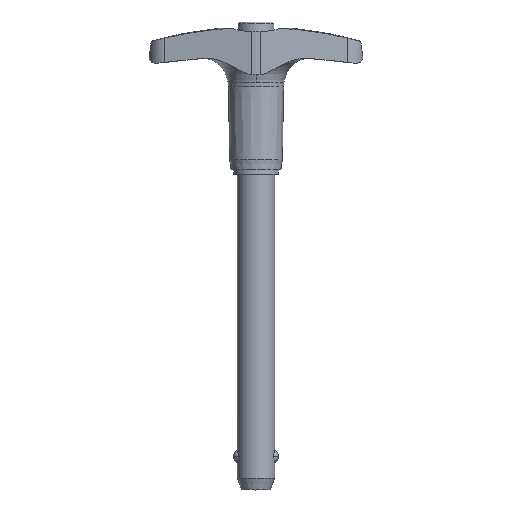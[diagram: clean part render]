
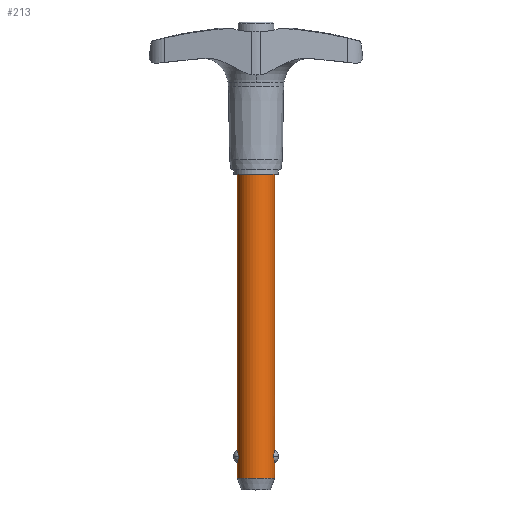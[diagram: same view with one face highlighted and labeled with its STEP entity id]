
A CAD part, top view. The second image highlights one B-rep face of the part: STEP entity #213.
In plain terms, the highlighted cylindrical face has radius 3.969 mm (diameter 7.938 mm), a partial arc.
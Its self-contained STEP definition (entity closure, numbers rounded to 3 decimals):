
#213=ADVANCED_FACE('',(#440),#441,.T.);
#440=FACE_OUTER_BOUND('',#679,.T.);
#441=CYLINDRICAL_SURFACE('',#680,3.969);
#679=EDGE_LOOP('',(#1285,#1286,#1287,#1288,#1289,#1290,#1291,#1292,#1293,#1294));
#680=AXIS2_PLACEMENT_3D('',#1295,#1296,#1297);
#1285=ORIENTED_EDGE('',*,*,#1671,.T.);
#1286=ORIENTED_EDGE('',*,*,#1649,.T.);
#1287=ORIENTED_EDGE('',*,*,#1688,.T.);
#1288=ORIENTED_EDGE('',*,*,#1676,.T.);
#1289=ORIENTED_EDGE('',*,*,#1604,.F.);
#1290=ORIENTED_EDGE('',*,*,#1675,.T.);
#1291=ORIENTED_EDGE('',*,*,#1711,.T.);
#1292=ORIENTED_EDGE('',*,*,#1634,.T.);
#1293=ORIENTED_EDGE('',*,*,#1673,.T.);
#1294=ORIENTED_EDGE('',*,*,#1691,.T.);
#1295=CARTESIAN_POINT('',(0.0,-33.401,0.0));
#1296=DIRECTION('',(-0.0,1.0,0.0));
#1297=DIRECTION('',(1.0,0.0,0.0));
#1604=EDGE_CURVE('',#1983,#1982,#1985,.T.);
#1634=EDGE_CURVE('',#2023,#2026,#2028,.T.);
#1649=EDGE_CURVE('',#2051,#2049,#2052,.T.);
#1671=EDGE_CURVE('',#2076,#2051,#2077,.T.);
#1673=EDGE_CURVE('',#2026,#2078,#2080,.T.);
#1675=EDGE_CURVE('',#1983,#2081,#2083,.T.);
#1676=EDGE_CURVE('',#2084,#1982,#2085,.T.);
#1688=EDGE_CURVE('',#2049,#2084,#2101,.T.);
#1691=EDGE_CURVE('',#2078,#2076,#2104,.T.);
#1711=EDGE_CURVE('',#2081,#2023,#2128,.T.);
#1982=VERTEX_POINT('',#3177);
#1983=VERTEX_POINT('',#3178);
#1985=CIRCLE('',#3180,3.969);
#2023=VERTEX_POINT('',#3368);
#2026=VERTEX_POINT('',#3371);
#2028=B_SPLINE_CURVE_WITH_KNOTS('',3,(#3386,#3387,#3388,#3389,#3390,#3391,#3392,#3393,#3394,#3395,#3396,#3397,#3398,#3399),.UNSPECIFIED.,.F.,.F.,(4,2,2,2,2,2,4),(0.0,0.455,0.91,1.128,1.345,1.715,2.084),.UNSPECIFIED.);
#2049=VERTEX_POINT('',#3477);
#2051=VERTEX_POINT('',#3479);
#2052=B_SPLINE_CURVE_WITH_KNOTS('',3,(#3480,#3481,#3482,#3483,#3484,#3485,#3486,#3487,#3488,#3489,#3490,#3491,#3492,#3493),.UNSPECIFIED.,.F.,.F.,(4,2,2,2,2,2,4),(2.084,2.453,2.822,3.04,3.257,3.712,4.167),.UNSPECIFIED.);
#2076=VERTEX_POINT('',#3544);
#2077=LINE('',#3545,#3546);
#2078=VERTEX_POINT('',#3547);
#2080=LINE('',#3549,#3550);
#2081=VERTEX_POINT('',#3551);
#2083=LINE('',#3566,#3567);
#2084=VERTEX_POINT('',#3568);
#2085=LINE('',#3569,#3570);
#2101=B_SPLINE_CURVE_WITH_KNOTS('',3,(#3684,#3685,#3686,#3687,#3688,#3689,#3690,#3691,#3692,#3693,#3694,#3695,#3696,#3697),.UNSPECIFIED.,.F.,.F.,(4,2,2,2,2,2,4),(4.167,4.622,5.077,5.295,5.513,5.882,6.251),.UNSPECIFIED.);
#2104=CIRCLE('',#3701,3.969);
#2128=B_SPLINE_CURVE_WITH_KNOTS('',3,(#3758,#3759,#3760,#3761,#3762,#3763,#3764,#3765,#3766,#3767,#3768,#3769,#3770,#3771),.UNSPECIFIED.,.F.,.F.,(4,2,2,2,2,2,4),(6.251,6.62,6.989,7.207,7.425,7.88,8.335),.UNSPECIFIED.);
#3177=CARTESIAN_POINT('',(3.969,0.0,0.0));
#3178=CARTESIAN_POINT('',(-3.969,0.0,0.));
#3180=AXIS2_PLACEMENT_3D('',#4016,#4017,#4018);
#3368=CARTESIAN_POINT('',(-3.7,-59.743,1.435));
#3371=CARTESIAN_POINT('',(-3.969,-61.067,0.));
#3386=CARTESIAN_POINT('',(-3.7,-59.743,1.435));
#3387=CARTESIAN_POINT('',(-3.7,-59.895,1.435));
#3388=CARTESIAN_POINT('',(-3.712,-60.056,1.406));
#3389=CARTESIAN_POINT('',(-3.754,-60.354,1.289));
#3390=CARTESIAN_POINT('',(-3.784,-60.491,1.201));
#3391=CARTESIAN_POINT('',(-3.827,-60.654,1.053));
#3392=CARTESIAN_POINT('',(-3.842,-60.707,0.996));
#3393=CARTESIAN_POINT('',(-3.872,-60.803,0.873));
#3394=CARTESIAN_POINT('',(-3.886,-60.846,0.807));
#3395=CARTESIAN_POINT('',(-3.919,-60.938,0.638));
#3396=CARTESIAN_POINT('',(-3.937,-60.988,0.514));
#3397=CARTESIAN_POINT('',(-3.963,-61.052,0.257));
#3398=CARTESIAN_POINT('',(-3.969,-61.067,0.123));
#3399=CARTESIAN_POINT('',(-3.969,-61.067,0.));
#3477=CARTESIAN_POINT('',(3.7,-59.743,1.435));
#3479=CARTESIAN_POINT('',(3.969,-61.067,0.));
#3480=CARTESIAN_POINT('',(3.969,-61.067,0.0));
#3481=CARTESIAN_POINT('',(3.969,-61.067,0.123));
#3482=CARTESIAN_POINT('',(3.963,-61.052,0.257));
#3483=CARTESIAN_POINT('',(3.937,-60.988,0.514));
#3484=CARTESIAN_POINT('',(3.919,-60.938,0.638));
#3485=CARTESIAN_POINT('',(3.886,-60.846,0.807));
#3486=CARTESIAN_POINT('',(3.872,-60.803,0.873));
#3487=CARTESIAN_POINT('',(3.842,-60.707,0.996));
#3488=CARTESIAN_POINT('',(3.827,-60.654,1.053));
#3489=CARTESIAN_POINT('',(3.784,-60.491,1.201));
#3490=CARTESIAN_POINT('',(3.754,-60.354,1.289));
#3491=CARTESIAN_POINT('',(3.712,-60.056,1.406));
#3492=CARTESIAN_POINT('',(3.7,-59.895,1.435));
#3493=CARTESIAN_POINT('',(3.7,-59.743,1.435));
#3544=CARTESIAN_POINT('',(3.969,-64.287,0.0));
#3545=CARTESIAN_POINT('',(3.969,-33.401,0.));
#3546=VECTOR('',#4084,1.0);
#3547=CARTESIAN_POINT('',(-3.969,-64.287,0.));
#3549=CARTESIAN_POINT('',(-3.969,-33.401,0.));
#3550=VECTOR('',#4088,1.0);
#3551=CARTESIAN_POINT('',(-3.969,-58.42,0.));
#3566=CARTESIAN_POINT('',(-3.969,-33.401,0.));
#3567=VECTOR('',#4089,1.0);
#3568=CARTESIAN_POINT('',(3.969,-58.42,0.));
#3569=CARTESIAN_POINT('',(3.969,-33.401,0.));
#3570=VECTOR('',#4090,1.0);
#3684=CARTESIAN_POINT('',(3.7,-59.743,1.435));
#3685=CARTESIAN_POINT('',(3.7,-59.592,1.435));
#3686=CARTESIAN_POINT('',(3.712,-59.43,1.406));
#3687=CARTESIAN_POINT('',(3.754,-59.132,1.289));
#3688=CARTESIAN_POINT('',(3.784,-58.996,1.201));
#3689=CARTESIAN_POINT('',(3.827,-58.833,1.053));
#3690=CARTESIAN_POINT('',(3.842,-58.78,0.996));
#3691=CARTESIAN_POINT('',(3.872,-58.684,0.873));
#3692=CARTESIAN_POINT('',(3.886,-58.641,0.807));
#3693=CARTESIAN_POINT('',(3.919,-58.548,0.638));
#3694=CARTESIAN_POINT('',(3.937,-58.499,0.514));
#3695=CARTESIAN_POINT('',(3.963,-58.435,0.257));
#3696=CARTESIAN_POINT('',(3.969,-58.42,0.123));
#3697=CARTESIAN_POINT('',(3.969,-58.42,0.));
#3701=AXIS2_PLACEMENT_3D('',#4094,#4095,#4096);
#3758=CARTESIAN_POINT('',(-3.969,-58.42,0.));
#3759=CARTESIAN_POINT('',(-3.969,-58.42,0.123));
#3760=CARTESIAN_POINT('',(-3.963,-58.435,0.257));
#3761=CARTESIAN_POINT('',(-3.937,-58.499,0.514));
#3762=CARTESIAN_POINT('',(-3.919,-58.548,0.638));
#3763=CARTESIAN_POINT('',(-3.886,-58.641,0.807));
#3764=CARTESIAN_POINT('',(-3.872,-58.684,0.873));
#3765=CARTESIAN_POINT('',(-3.842,-58.78,0.996));
#3766=CARTESIAN_POINT('',(-3.827,-58.833,1.053));
#3767=CARTESIAN_POINT('',(-3.784,-58.996,1.201));
#3768=CARTESIAN_POINT('',(-3.754,-59.132,1.289));
#3769=CARTESIAN_POINT('',(-3.712,-59.43,1.406));
#3770=CARTESIAN_POINT('',(-3.7,-59.592,1.435));
#3771=CARTESIAN_POINT('',(-3.7,-59.743,1.435));
#4016=CARTESIAN_POINT('',(0.0,0.0,0.0));
#4017=DIRECTION('',(-0.0,1.0,0.0));
#4018=DIRECTION('',(1.0,0.0,0.0));
#4084=DIRECTION('',(0.0,1.0,0.0));
#4088=DIRECTION('',(-0.0,-1.0,-0.0));
#4089=DIRECTION('',(-0.0,-1.0,-0.0));
#4090=DIRECTION('',(0.0,1.0,0.0));
#4094=CARTESIAN_POINT('',(0.0,-64.287,0.0));
#4095=DIRECTION('',(0.,1.0,0.0));
#4096=DIRECTION('',(1.0,0.,0.0));
